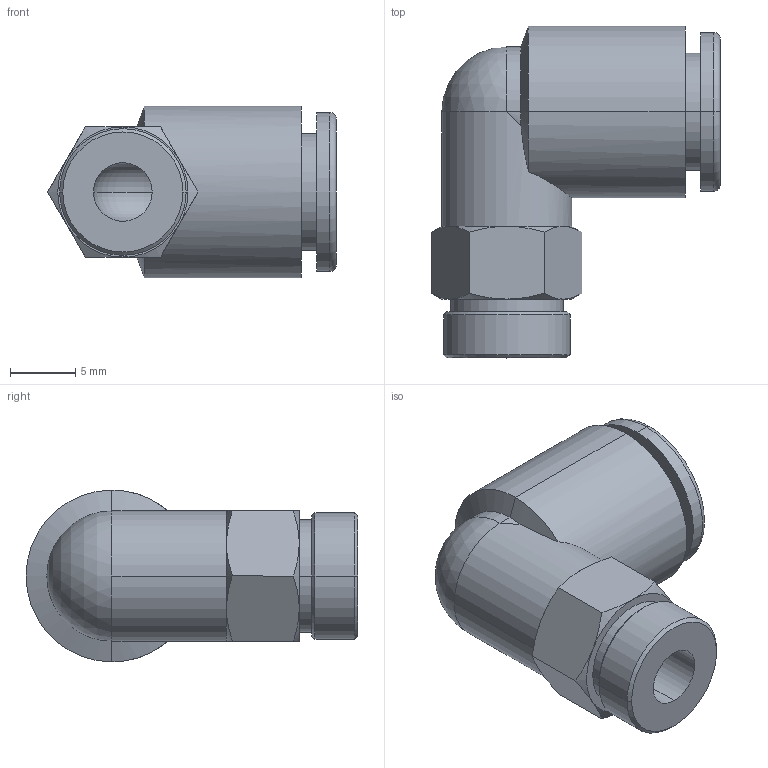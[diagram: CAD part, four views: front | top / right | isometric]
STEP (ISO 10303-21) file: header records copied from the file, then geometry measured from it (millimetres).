
FILE_DESCRIPTION (( 'STEP AP214' ), '1' );
FILE_NAME ('KQ2L08-U01A.step.step', '2015-12-22T15:06:41', ( 'Windows User' ), ( '' ), 'SwSTEP 2.0', 'SolidWorks 2016', '' );
FILE_SCHEMA (( 'AUTOMOTIVE_DESIGN' ));
Length unit declared in the file: millimetre
Products named in the file (2): KQ2L08-U01A.step_KQ2L_08-01; KQ2L08-U01A.step
Assembly tree (1 placements, depth 2):
  KQ2L08-U01A.step
    KQ2L08-U01A.step_KQ2L_08-01
Bounding box: 22.17 x 25.5 x 13.2 mm (x, y, z)
Volume: 2425.9 mm3; surface area: 2178.1 mm2
Topology: 1 solids, 1 shells, 58 faces, 129 edges, 77 vertices
Faces by surface type: cylinder 19, cone 19, plane 13, torus 6, sphere 1
Entity records: 2110 total; most frequent: CARTESIAN_POINT 425, DIRECTION 288, ORIENTED_EDGE 254, AXIS2_PLACEMENT_3D 129, EDGE_CURVE 127, VERTEX_POINT 76, CIRCLE 67, EDGE_LOOP 65
